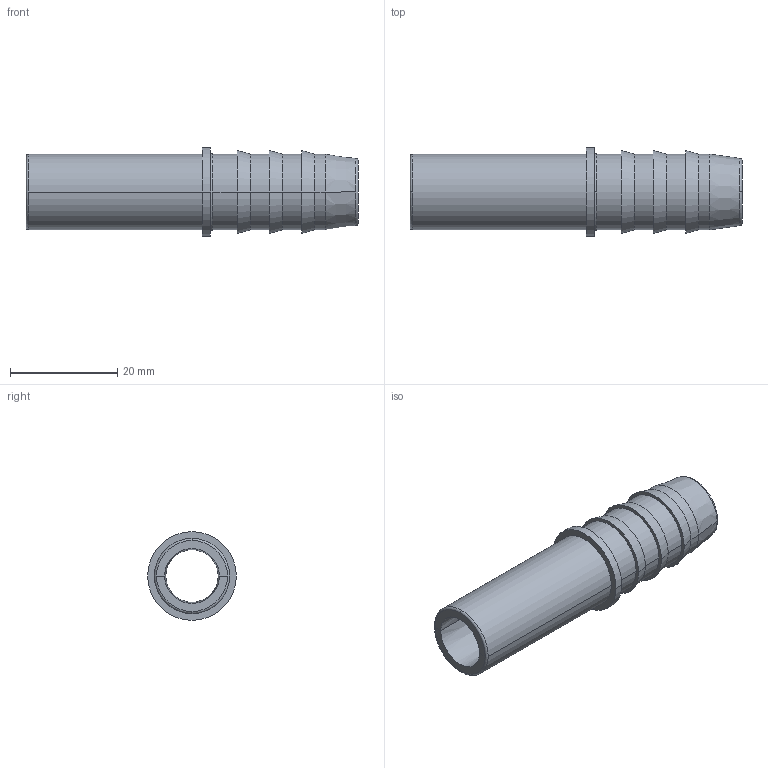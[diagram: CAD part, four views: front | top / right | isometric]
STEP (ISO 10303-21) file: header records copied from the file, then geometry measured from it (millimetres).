
FILE_DESCRIPTION(('STEP AP214'),'1');
FILE_NAME('3122_14_62.stp','2016-07-07T14:58:08',('TraceParts'),('TraceParts S.A.'),'Spatial InterOp 3D',' ',' ');
FILE_SCHEMA(('automotive_design'));
Length unit declared in the file: millimetre
Products named in the file (1): 1
Bounding box: 61.8 x 16.5 x 16.5 mm (x, y, z)
Volume: 4809.3 mm3; surface area: 4996.2 mm2
Topology: 1 solids, 1 shells, 37 faces, 85 edges, 53 vertices
Faces by surface type: cylinder 12, cone 12, torus 6, plane 5, revolution 2
Entity records: 1093 total; most frequent: DIRECTION 218, CARTESIAN_POINT 180, ORIENTED_EDGE 170, AXIS2_PLACEMENT_3D 95, EDGE_CURVE 85, CIRCLE 59, VERTEX_POINT 53, EDGE_LOOP 42
